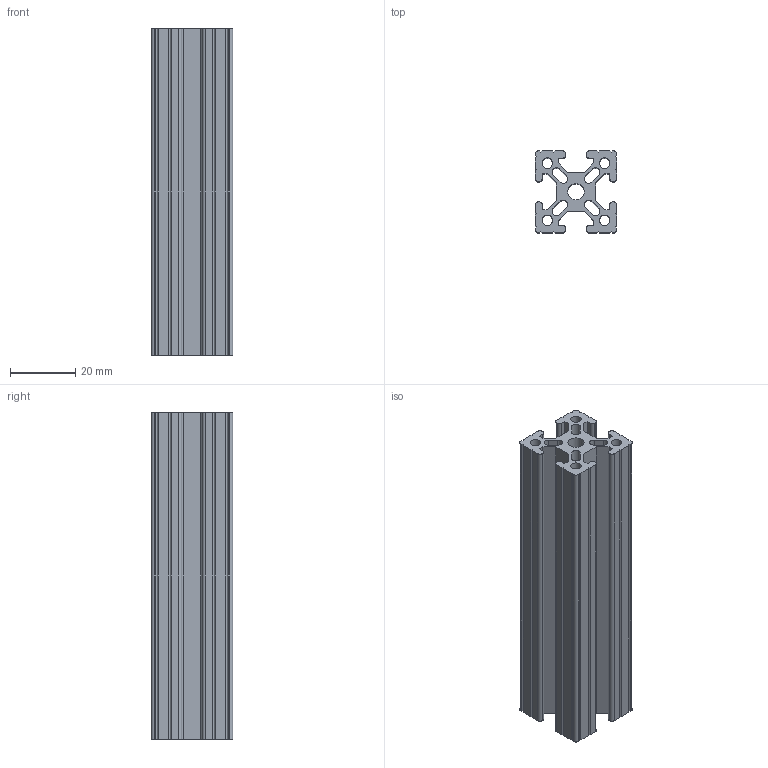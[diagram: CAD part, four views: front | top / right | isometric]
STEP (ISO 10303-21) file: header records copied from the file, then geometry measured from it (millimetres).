
FILE_DESCRIPTION(/* description */ (''),/* implementation_level */ '2;1');
FILE_NAME(/* name */ 'PTP-2525-6 v1.step',/* time_stamp */ '2023-09-19T19:02:33+08:00',/* author */ (''),/* organization */ (''),/* preprocessor_version */ 'ST-DEVELOPER v20',/* originating_system */ 'Autodesk Translation Framework v12.14.0.127',/* authorisation */ '');
FILE_SCHEMA (('AUTOMOTIVE_DESIGN { 1 0 10303 214 3 1 1 }'));
Length unit declared in the file: millimetre
Products named in the file (1): PTP-2525-6
Bounding box: 25 x 25 x 100 mm (x, y, z)
Volume: 30028.1 mm3; surface area: 29243.6 mm2
Topology: 1 solids, 1 shells, 135 faces, 399 edges, 266 vertices
Faces by surface type: plane 102, cylinder 33
Full cylindrical faces by diameter (mm): 3.2 x4, 5 x1
Entity records: 4555 total; most frequent: CARTESIAN_POINT 801, ORIENTED_EDGE 798, DIRECTION 737, EDGE_CURVE 399, LINE 333, VECTOR 333, VERTEX_POINT 266, AXIS2_PLACEMENT_3D 202
